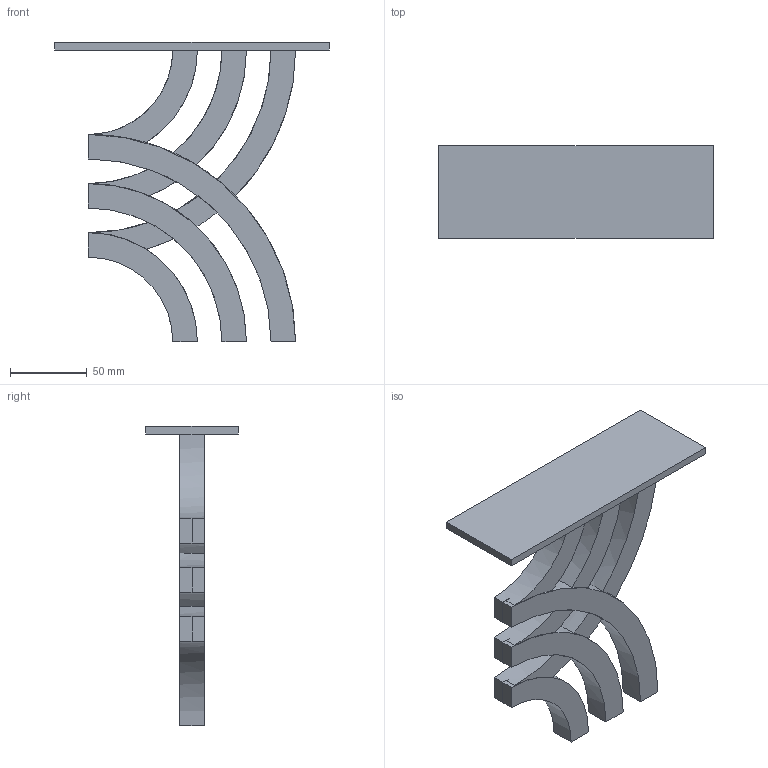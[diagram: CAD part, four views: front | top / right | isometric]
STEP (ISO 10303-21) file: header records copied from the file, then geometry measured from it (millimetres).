
FILE_DESCRIPTION(/* description */ (''),/* implementation_level */ '2;1');
FILE_NAME(/* name */ 'KLogo v4.stp',/* time_stamp */ '2025-09-12T00:17:13+02:00',/* author */ (''),/* organization */ (''),/* preprocessor_version */ 'ST-DEVELOPER v20.1',/* originating_system */ 'Autodesk Translation Framework v14.10.0.0',/* authorisation */ '');
FILE_SCHEMA (('AUTOMOTIVE_DESIGN { 1 0 10303 214 3 1 1 }'));
Length unit declared in the file: millimetre
Products named in the file (1): K-Logo
Bounding box: 179 x 60 x 195 mm (x, y, z)
Volume: 247703.5 mm3; surface area: 87187.3 mm2
Topology: 7 solids, 7 shells, 204 faces, 480 edges, 308 vertices
Faces by surface type: plane 174, cylinder 30
Entity records: 5799 total; most frequent: CARTESIAN_POINT 993, DIRECTION 986, ORIENTED_EDGE 960, EDGE_CURVE 480, LINE 384, VECTOR 384, VERTEX_POINT 308, AXIS2_PLACEMENT_3D 301
